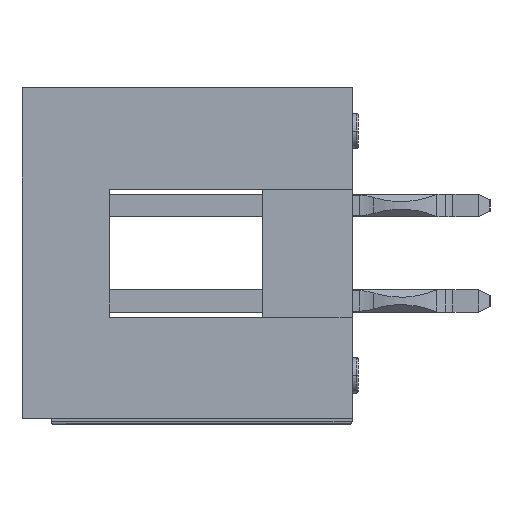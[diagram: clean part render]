
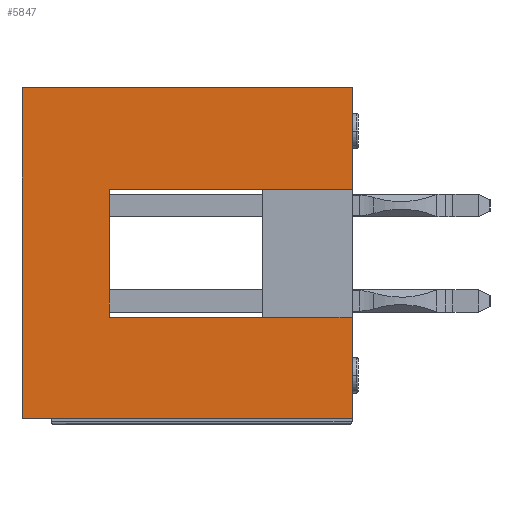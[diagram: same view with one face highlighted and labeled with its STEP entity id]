
A CAD part, left-side view. The second image highlights one B-rep face of the part: STEP entity #5847.
In plain terms, the highlighted planar face has unit normal (-1, 0, 0).
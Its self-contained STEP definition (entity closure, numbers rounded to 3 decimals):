
#157=CARTESIAN_POINT('',(322.58,4.318,0.));
#158=VERTEX_POINT('',#157);
#165=CARTESIAN_POINT('',(322.58,4.318,-68.58));
#166=VERTEX_POINT('',#165);
#167=CARTESIAN_POINT('',(322.58,4.318,0.));
#168=DIRECTION('',(0.,0.,-1.));
#169=VECTOR('',#168,68.58);
#170=LINE('',#167,#169);
#171=EDGE_CURVE('',#158,#166,#170,.T.);
#189=CARTESIAN_POINT('',(322.58,4.318,-154.94));
#190=VERTEX_POINT('',#189);
#197=CARTESIAN_POINT('',(322.58,4.318,-223.52));
#198=VERTEX_POINT('',#197);
#199=CARTESIAN_POINT('',(322.58,4.318,-154.94));
#200=DIRECTION('',(0.,0.,-1.));
#201=VECTOR('',#200,68.58);
#202=LINE('',#199,#201);
#203=EDGE_CURVE('',#190,#198,#202,.T.);
#1299=CARTESIAN_POINT('',(322.58,227.33,-223.52));
#1300=VERTEX_POINT('',#1299);
#1301=CARTESIAN_POINT('',(322.58,4.318,-223.52));
#1302=DIRECTION('',(0.,1.,0.));
#1303=VECTOR('',#1302,223.012);
#1304=LINE('',#1301,#1303);
#1305=EDGE_CURVE('',#198,#1300,#1304,.T.);
#1963=CARTESIAN_POINT('',(322.58,227.33,0.));
#1964=VERTEX_POINT('',#1963);
#1965=CARTESIAN_POINT('',(322.58,227.33,-223.52));
#1966=DIRECTION('',(0.,0.,1.));
#1967=VECTOR('',#1966,223.52);
#1968=LINE('',#1965,#1967);
#1969=EDGE_CURVE('',#1300,#1964,#1968,.T.);
#5781=CARTESIAN_POINT('',(322.58,227.33,0.));
#5782=DIRECTION('',(0.,-1.,0.));
#5783=VECTOR('',#5782,223.012);
#5784=LINE('',#5781,#5783);
#5785=EDGE_CURVE('',#1964,#158,#5784,.T.);
#5813=CARTESIAN_POINT('',(322.58,4.318,-223.52));
#5814=DIRECTION('',(0.,0.,1.));
#5815=DIRECTION('',(-1.,0.,0.));
#5816=AXIS2_PLACEMENT_3D('',#5813,#5815,#5814);
#5817=PLANE('',#5816);
#5818=CARTESIAN_POINT('',(322.58,168.402,-154.94));
#5819=VERTEX_POINT('',#5818);
#5820=CARTESIAN_POINT('',(322.58,168.402,-68.58));
#5821=VERTEX_POINT('',#5820);
#5822=CARTESIAN_POINT('',(322.58,168.402,-154.94));
#5823=DIRECTION('',(0.,0.,1.));
#5824=VECTOR('',#5823,86.36);
#5825=LINE('',#5822,#5824);
#5826=EDGE_CURVE('',#5819,#5821,#5825,.T.);
#5827=ORIENTED_EDGE('',*,*,#5826,.T.);
#5828=CARTESIAN_POINT('',(322.58,168.402,-68.58));
#5829=DIRECTION('',(0.,-1.,0.));
#5830=VECTOR('',#5829,164.084);
#5831=LINE('',#5828,#5830);
#5832=EDGE_CURVE('',#5821,#166,#5831,.T.);
#5833=ORIENTED_EDGE('',*,*,#5832,.T.);
#5834=ORIENTED_EDGE('',*,*,#171,.F.);
#5835=ORIENTED_EDGE('',*,*,#5785,.F.);
#5836=ORIENTED_EDGE('',*,*,#1969,.F.);
#5837=ORIENTED_EDGE('',*,*,#1305,.F.);
#5838=ORIENTED_EDGE('',*,*,#203,.F.);
#5839=CARTESIAN_POINT('',(322.58,4.318,-154.94));
#5840=DIRECTION('',(0.,1.,0.));
#5841=VECTOR('',#5840,164.084);
#5842=LINE('',#5839,#5841);
#5843=EDGE_CURVE('',#190,#5819,#5842,.T.);
#5844=ORIENTED_EDGE('',*,*,#5843,.T.);
#5845=EDGE_LOOP('',(#5827,#5833,#5834,#5835,#5836,#5837,#5838,#5844));
#5846=FACE_OUTER_BOUND('',#5845,.T.);
#5847=ADVANCED_FACE('',(#5846),#5817,.T.);
